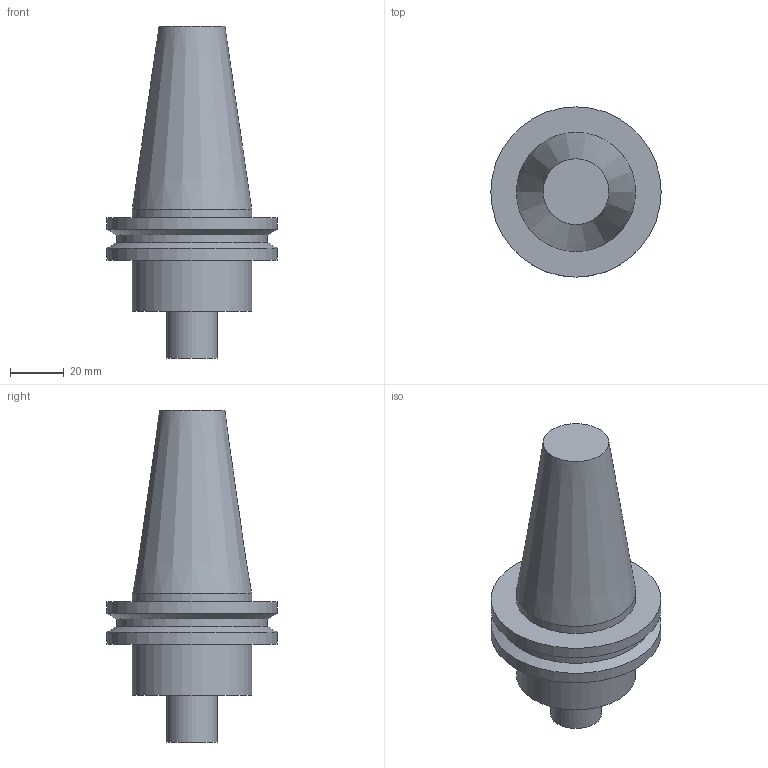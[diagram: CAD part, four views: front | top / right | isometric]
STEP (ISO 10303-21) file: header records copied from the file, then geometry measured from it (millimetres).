
FILE_DESCRIPTION(/* description */ (''),/* implementation_level */ '2;1');
FILE_NAME(/* name */ '1593430847413.stp',/* time_stamp */ '2020-06-29T13:40:52+02:00',/* author */ (''),/* organization */ ('SMS'),/* preprocessor_version */ 'ST-DEVELOPER v16.7',/* originating_system */ 'SIEMENS PLM Software NX 12.0',/* authorisation */ '');
FILE_SCHEMA (('AUTOMOTIVE_DESIGN { 1 0 10303 214 3 1 1 1 }'));
Length unit declared in the file: millimetre
Products named in the file (1): 200923013mod000_01
Bounding box: 63.5 x 63.5 x 123.8 mm (x, y, z)
Volume: 151866.3 mm3; surface area: 20707.9 mm2
Topology: 1 solids, 1 shells, 14 faces, 22 edges, 16 vertices
Faces by surface type: cylinder 6, plane 5, cone 3
Full cylindrical faces by diameter (mm): 19.04 x1, 44.45 x2, 56.35 x1, 63.5 x2
Entity records: 343 total; most frequent: DIRECTION 62, CARTESIAN_POINT 47, AXIS2_PLACEMENT_3D 31, EDGE_LOOP 26, ORIENTED_EDGE 26, FACE_BOUND 24, ADVANCED_FACE 14, VERTEX_POINT 13
